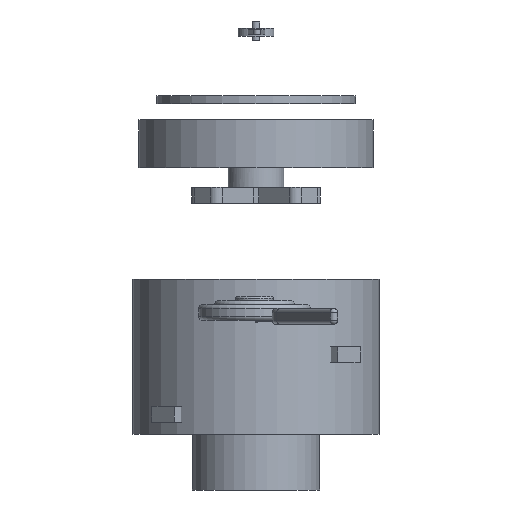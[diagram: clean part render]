
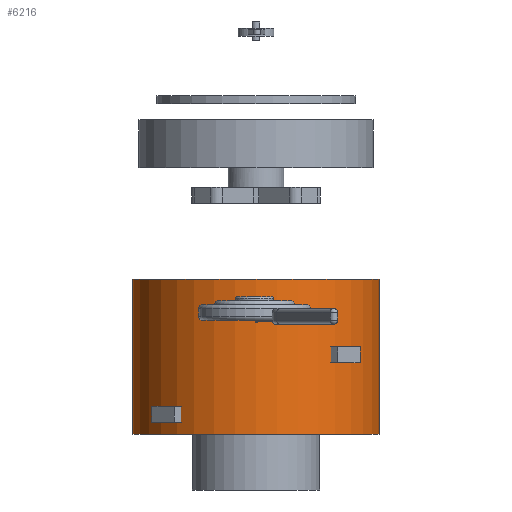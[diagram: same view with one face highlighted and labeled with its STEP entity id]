
A CAD part, left-side view. The second image highlights one B-rep face of the part: STEP entity #6216.
In plain terms, the highlighted cylindrical face has radius 31 mm (diameter 62 mm), a full revolution.
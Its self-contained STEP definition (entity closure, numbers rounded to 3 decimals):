
#6160=CARTESIAN_POINT('',(31.,-0.,-105.));
#6161=VERTEX_POINT('',#6160);
#6162=CARTESIAN_POINT('',(0.,0.,-105.));
#6163=DIRECTION('',(0.,0.,1.));
#6164=DIRECTION('',(1.,0.,-0.));
#6165=AXIS2_PLACEMENT_3D('',#6162,#6163,#6164);
#6166=CIRCLE('',#6165,31.);
#6167=EDGE_CURVE('',#6161,#6161,#6166,.T.);
#6192=CARTESIAN_POINT('',(0.,0.,-89.));
#6193=DIRECTION('',(0.,0.,1.));
#6194=DIRECTION('',(1.,0.,-0.));
#6195=AXIS2_PLACEMENT_3D('',#6192,#6193,#6194);
#6196=CYLINDRICAL_SURFACE('',#6195,31.);
#6197=CARTESIAN_POINT('',(31.,-0.,-66.));
#6198=VERTEX_POINT('',#6197);
#6199=CARTESIAN_POINT('',(31.,0.,-66.));
#6200=DIRECTION('',(-0.,-0.,-1.));
#6201=VECTOR('',#6200,39.);
#6202=LINE('',#6199,#6201);
#6203=EDGE_CURVE('',#6198,#6161,#6202,.T.);
#6204=ORIENTED_EDGE('',*,*,#6203,.T.);
#6205=ORIENTED_EDGE('',*,*,#6167,.T.);
#6206=ORIENTED_EDGE('',*,*,#6203,.F.);
#6207=CARTESIAN_POINT('',(0.,0.,-66.));
#6208=DIRECTION('',(0.,0.,1.));
#6209=DIRECTION('',(1.,0.,-0.));
#6210=AXIS2_PLACEMENT_3D('',#6207,#6208,#6209);
#6211=CIRCLE('',#6210,31.);
#6212=EDGE_CURVE('',#6198,#6198,#6211,.T.);
#6213=ORIENTED_EDGE('',*,*,#6212,.F.);
#6214=EDGE_LOOP('',(#6204,#6205,#6206,#6213));
#6215=FACE_BOUND('',#6214,.T.);
#6216=ADVANCED_FACE('',(#6215),#6196,.T.);
